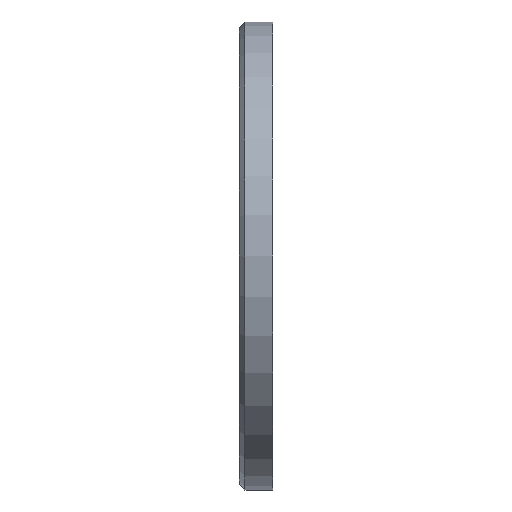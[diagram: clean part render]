
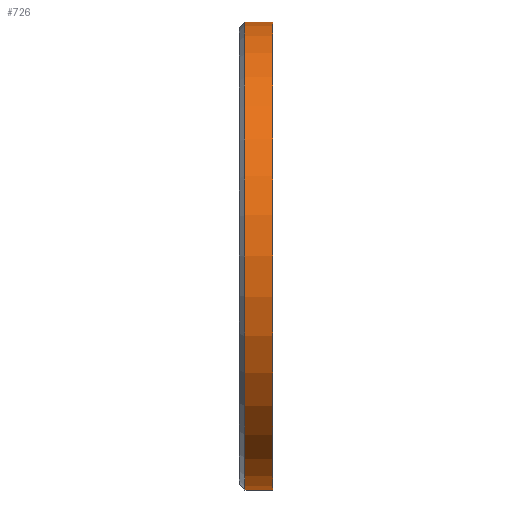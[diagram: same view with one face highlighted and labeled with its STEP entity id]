
A CAD part, left-side view. The second image highlights one B-rep face of the part: STEP entity #726.
In plain terms, the highlighted cylindrical face has radius 42.5 mm (diameter 85 mm), a partial arc.
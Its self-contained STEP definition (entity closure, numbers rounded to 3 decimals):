
#16 = CARTESIAN_POINT ( 'NONE',  ( 0., 0., 0. ) ) ;
#31 = EDGE_CURVE ( 'NONE', #35, #358, #628, .T. ) ;
#35 = VERTEX_POINT ( 'NONE', #485 ) ;
#116 = ORIENTED_EDGE ( 'NONE', *, *, #397, .F. ) ;
#144 = DIRECTION ( 'NONE',  ( 0., 0., 1. ) ) ;
#163 = VERTEX_POINT ( 'NONE', #281 ) ;
#181 = AXIS2_PLACEMENT_3D ( 'NONE', #834, #635, #639 ) ;
#203 = CARTESIAN_POINT ( 'NONE',  ( 0., 6., 0. ) ) ;
#262 = DIRECTION ( 'NONE',  ( 0., -1., 0. ) ) ;
#269 = CARTESIAN_POINT ( 'NONE',  ( 0., 6., 42.5 ) ) ;
#281 = CARTESIAN_POINT ( 'NONE',  ( 0., 0., 42.5 ) ) ;
#290 = CARTESIAN_POINT ( 'NONE',  ( 0., 6., -42.5 ) ) ;
#328 = DIRECTION ( 'NONE',  ( 0., 0., -1. ) ) ;
#358 = VERTEX_POINT ( 'NONE', #586 ) ;
#397 = EDGE_CURVE ( 'NONE', #650, #163, #866, .T. ) ;
#436 = ORIENTED_EDGE ( 'NONE', *, *, #580, .T. ) ;
#439 = CARTESIAN_POINT ( 'NONE',  ( 0., 5., 42.5 ) ) ;
#449 = AXIS2_PLACEMENT_3D ( 'NONE', #16, #758, #144 ) ;
#485 = CARTESIAN_POINT ( 'NONE',  ( 0., 5., -42.5 ) ) ;
#515 = CIRCLE ( 'NONE', #449, 42.5 ) ;
#526 = VECTOR ( 'NONE', #803, 1000. ) ;
#543 = EDGE_CURVE ( 'NONE', #358, #163, #515, .T. ) ;
#576 = ORIENTED_EDGE ( 'NONE', *, *, #543, .T. ) ;
#580 = EDGE_CURVE ( 'NONE', #650, #35, #748, .T. ) ;
#586 = CARTESIAN_POINT ( 'NONE',  ( 0., 0., -42.5 ) ) ;
#588 = CYLINDRICAL_SURFACE ( 'NONE', #654, 42.5 ) ;
#628 = LINE ( 'NONE', #290, #764 ) ;
#635 = DIRECTION ( 'NONE',  ( 0., -1., 0. ) ) ;
#639 = DIRECTION ( 'NONE',  ( 0., 0., 1. ) ) ;
#650 = VERTEX_POINT ( 'NONE', #439 ) ;
#654 = AXIS2_PLACEMENT_3D ( 'NONE', #203, #262, #328 ) ;
#682 = ORIENTED_EDGE ( 'NONE', *, *, #31, .T. ) ;
#726 = ADVANCED_FACE ( 'NONE', ( #799 ), #588, .T. ) ;
#748 = CIRCLE ( 'NONE', #181, 42.5 ) ;
#758 = DIRECTION ( 'NONE',  ( 0., 1., 0. ) ) ;
#764 = VECTOR ( 'NONE', #816, 1000. ) ;
#787 = EDGE_LOOP ( 'NONE', ( #116, #436, #682, #576 ) ) ;
#799 = FACE_OUTER_BOUND ( 'NONE', #787, .T. ) ;
#803 = DIRECTION ( 'NONE',  ( 0., -1., 0. ) ) ;
#816 = DIRECTION ( 'NONE',  ( 0., -1., 0. ) ) ;
#834 = CARTESIAN_POINT ( 'NONE',  ( 0., 5., 0. ) ) ;
#866 = LINE ( 'NONE', #269, #526 ) ;
